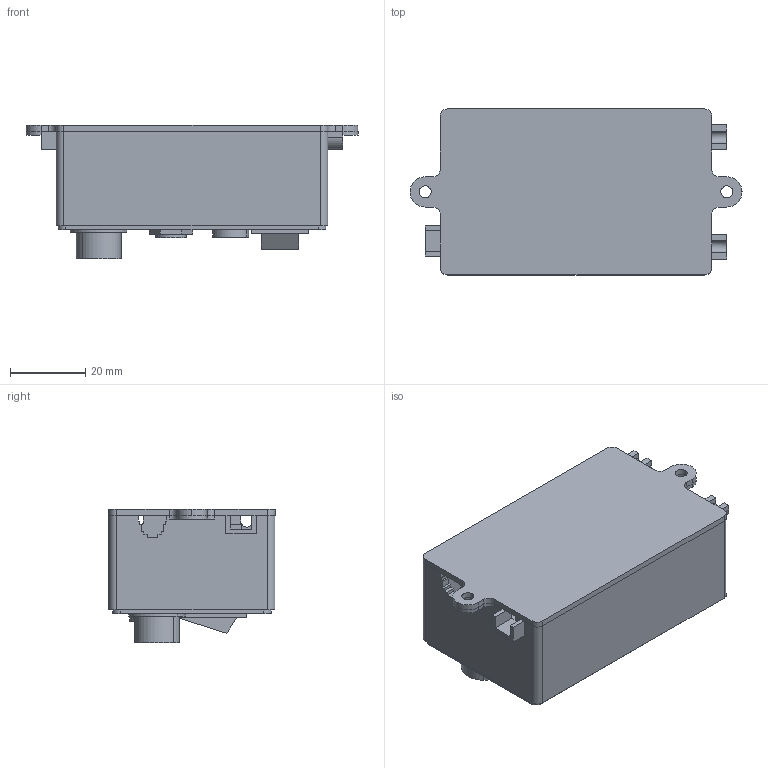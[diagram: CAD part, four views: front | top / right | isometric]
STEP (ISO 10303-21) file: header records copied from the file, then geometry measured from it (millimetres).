
FILE_DESCRIPTION (( 'STEP AP214' ), '1' );
FILE_NAME ('Âûíîñíîé ìîäóëü ÑÝÏ.STEP', '2019-11-14T23:32:09', ( '' ), ( '' ), 'SwSTEP 2.0', 'SolidWorks 2018', '' );
FILE_SCHEMA (( 'AUTOMOTIVE_DESIGN' ));
Length unit declared in the file: millimetre
Products named in the file (1): Âûíîñíîé ìîäóëü ÑÝÏ
Bounding box: 88 x 44 x 35.3 mm (x, y, z)
Volume: 40406 mm3; surface area: 35719.4 mm2
Topology: 12 solids, 13 shells, 399 faces, 1017 edges, 655 vertices
Faces by surface type: plane 232, cylinder 127, cone 32, torus 6, sphere 2
Entity records: 16625 total; most frequent: CARTESIAN_POINT 2182, DIRECTION 2103, ORIENTED_EDGE 2022, EDGE_CURVE 1011, AXIS2_PLACEMENT_3D 728, VERTEX_POINT 655, VECTOR 647, LINE 647
